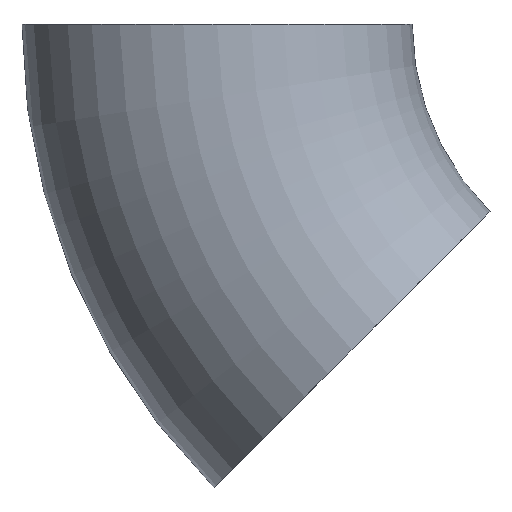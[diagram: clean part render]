
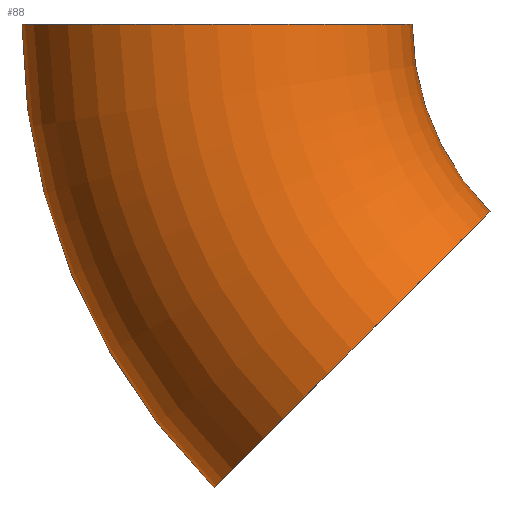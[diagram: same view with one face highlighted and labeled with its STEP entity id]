
A CAD part, front view. The second image highlights one B-rep face of the part: STEP entity #88.
In plain terms, the highlighted toroidal (fillet/blend) face has major radius 57 mm and minor radius 24.15 mm.
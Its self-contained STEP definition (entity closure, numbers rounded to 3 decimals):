
#4 = DIRECTION ( 'NONE',  ( 0., 1., 0. ) ) ;
#7 = FACE_OUTER_BOUND ( 'NONE', #234, .T. ) ;
#17 = EDGE_CURVE ( 'NONE', #187, #58, #150, .T. ) ;
#18 = ORIENTED_EDGE ( 'NONE', *, *, #17, .F. ) ;
#41 = VERTEX_POINT ( 'NONE', #97 ) ;
#48 = DIRECTION ( 'NONE',  ( 0., 1., 0. ) ) ;
#58 = VERTEX_POINT ( 'NONE', #137 ) ;
#62 = DIRECTION ( 'NONE',  ( 0., 0., 1. ) ) ;
#63 = DIRECTION ( 'NONE',  ( 0.707, 0., 0.707 ) ) ;
#78 = AXIS2_PLACEMENT_3D ( 'NONE', #82, #226, #145 ) ;
#81 = CARTESIAN_POINT ( 'NONE',  ( 0., 0., 0. ) ) ;
#82 = CARTESIAN_POINT ( 'NONE',  ( 0., 0., 0. ) ) ;
#85 = DIRECTION ( 'NONE',  ( 0., 0., 1. ) ) ;
#87 = AXIS2_PLACEMENT_3D ( 'NONE', #203, #196, #63 ) ;
#88 = ADVANCED_FACE ( 'NONE', ( #7 ), #174, .T. ) ;
#97 = CARTESIAN_POINT ( 'NONE',  ( -23.228, 0., -23.228 ) ) ;
#107 = ORIENTED_EDGE ( 'NONE', *, *, #208, .F. ) ;
#110 = ORIENTED_EDGE ( 'NONE', *, *, #133, .T. ) ;
#132 = ORIENTED_EDGE ( 'NONE', *, *, #198, .T. ) ;
#133 = EDGE_CURVE ( 'NONE', #187, #41, #199, .T. ) ;
#137 = CARTESIAN_POINT ( 'NONE',  ( -81.15, 0., 0. ) ) ;
#139 = AXIS2_PLACEMENT_3D ( 'NONE', #175, #4, #62 ) ;
#141 = AXIS2_PLACEMENT_3D ( 'NONE', #181, #85, #148 ) ;
#145 = DIRECTION ( 'NONE',  ( 0., 0., 1. ) ) ;
#148 = DIRECTION ( 'NONE',  ( 1., 0., 0. ) ) ;
#150 = CIRCLE ( 'NONE', #139, 81.15 ) ;
#155 = VERTEX_POINT ( 'NONE', #218 ) ;
#171 = AXIS2_PLACEMENT_3D ( 'NONE', #81, #48, #220 ) ;
#174 = TOROIDAL_SURFACE ( 'NONE', #171, 57., 24.15 ) ;
#175 = CARTESIAN_POINT ( 'NONE',  ( 0., 0., 0. ) ) ;
#181 = CARTESIAN_POINT ( 'NONE',  ( -57., 0., 0. ) ) ;
#187 = VERTEX_POINT ( 'NONE', #200 ) ;
#196 = DIRECTION ( 'NONE',  ( -0.707, 0., 0.707 ) ) ;
#198 = EDGE_CURVE ( 'NONE', #41, #155, #219, .T. ) ;
#199 = CIRCLE ( 'NONE', #87, 24.15 ) ;
#200 = CARTESIAN_POINT ( 'NONE',  ( -57.382, 0., -57.382 ) ) ;
#203 = CARTESIAN_POINT ( 'NONE',  ( -40.305, 0., -40.305 ) ) ;
#208 = EDGE_CURVE ( 'NONE', #58, #155, #252, .T. ) ;
#218 = CARTESIAN_POINT ( 'NONE',  ( -32.85, 0., 0. ) ) ;
#219 = CIRCLE ( 'NONE', #78, 32.85 ) ;
#220 = DIRECTION ( 'NONE',  ( 0., 0., 1. ) ) ;
#226 = DIRECTION ( 'NONE',  ( 0., 1., 0. ) ) ;
#234 = EDGE_LOOP ( 'NONE', ( #18, #110, #132, #107 ) ) ;
#252 = CIRCLE ( 'NONE', #141, 24.15 ) ;
